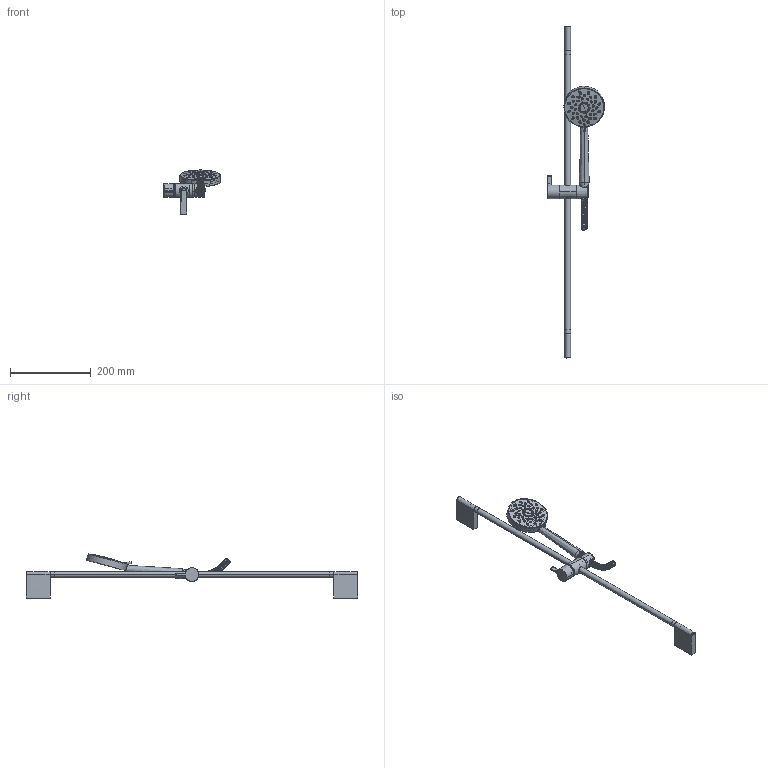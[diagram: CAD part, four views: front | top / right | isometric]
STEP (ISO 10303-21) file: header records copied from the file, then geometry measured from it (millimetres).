
FILE_DESCRIPTION((''),'2;1');
FILE_NAME('ZSAL212CR_ASM','2021-06-24T08:06:51',('ut3'),('PAFFONI SpA'),'CREO PARAMETRIC BY PTC INC, 2020044','CREO PARAMETRIC BY PTC INC, 2020044','');
FILE_SCHEMA(('CONFIG_CONTROL_DESIGN','SHAPE_APPEARANCE_LAYERS_GROUPS'));
Length unit declared in the file: millimetre
Products named in the file (14): 4072126CR_A; 4072126CR_F; 4072126CR_B; 4072127CR; 4072128CR; 4072126CR_E; 4072126CR_ASM; 4071696CR; 4072038CR_A; 4072038CR_B; 4072038CR_D; 4072038CR_C; 4072038CR_ASM; ZSAL212CR_ASM
Assembly tree (13 placements, depth 3):
  ZSAL212CR_ASM
    4072126CR_ASM
      4072126CR_A
      4072126CR_F
      4072126CR_B
      4072127CR
      4072128CR
      4072126CR_E
    4071696CR
    4072038CR_ASM
      4072038CR_A
      4072038CR_B
      4072038CR_D
      4072038CR_C
Bounding box: 140.58 x 820.37 x 108.92 mm (x, y, z)
Volume: 208619.3 mm3; surface area: 205728.9 mm2
Topology: 8 solids, 14 shells, 4801 faces, 11807 edges, 7146 vertices
Faces by surface type: bspline 2300, cylinder 1224, plane 545, cone 324, sphere 148, torus 140, extrusion 120
Entity records: 327635 total; most frequent: CARTESIAN_POINT 171680, ORIENTED_EDGE 23478, PRESENTATION_STYLE_ASSIGNMENT 15106, STYLED_ITEM 14766, DIRECTION 14698, CURVE_STYLE 11762, EDGE_CURVE 11754, VERTEX_POINT 7144
